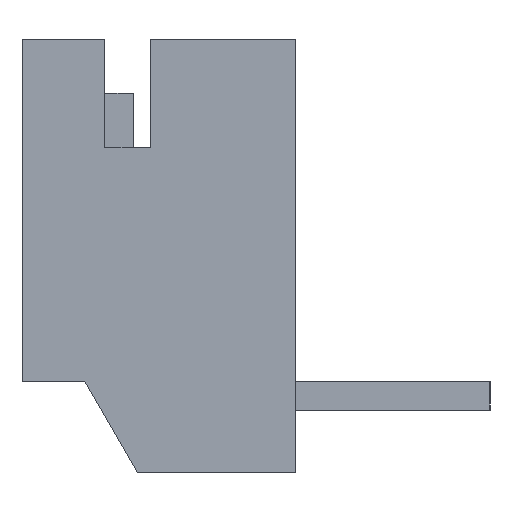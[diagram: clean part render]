
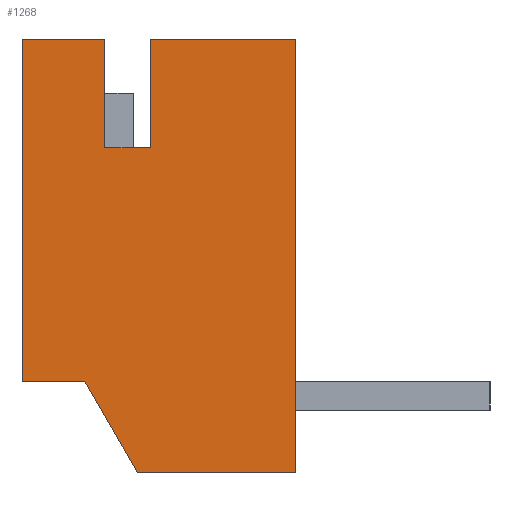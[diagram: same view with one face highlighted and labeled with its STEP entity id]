
A CAD part, left-side view. The second image highlights one B-rep face of the part: STEP entity #1268.
In plain terms, the highlighted planar face has unit normal (-1, 0, 0).
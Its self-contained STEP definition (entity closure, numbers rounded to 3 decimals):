
#16 = EDGE_CURVE ( 'NONE', #77, #133, #2129, .T. ) ;
#17 = VERTEX_POINT ( 'NONE', #2125 ) ;
#72 = VERTEX_POINT ( 'NONE', #2099 ) ;
#75 = EDGE_CURVE ( 'NONE', #76, #77, #2060, .T. ) ;
#76 = VERTEX_POINT ( 'NONE', #2056 ) ;
#77 = VERTEX_POINT ( 'NONE', #2055 ) ;
#80 = EDGE_CURVE ( 'NONE', #17, #72, #2050, .T. ) ;
#125 = VERTEX_POINT ( 'NONE', #2442 ) ;
#127 = EDGE_CURVE ( 'NONE', #72, #125, #2440, .T. ) ;
#132 = EDGE_CURVE ( 'NONE', #133, #134, #2416, .T. ) ;
#133 = VERTEX_POINT ( 'NONE', #2412 ) ;
#134 = VERTEX_POINT ( 'NONE', #2411 ) ;
#994 = EDGE_CURVE ( 'NONE', #1012, #76, #4376, .T. ) ;
#1012 = VERTEX_POINT ( 'NONE', #4378 ) ;
#1019 = EDGE_CURVE ( 'NONE', #125, #1012, #4435, .T. ) ;
#1254 = ORIENTED_EDGE ( 'NONE', *, *, #127, .T. ) ;
#1257 = ORIENTED_EDGE ( 'NONE', *, *, #1361, .T. ) ;
#1258 = ORIENTED_EDGE ( 'NONE', *, *, #1503, .T. ) ;
#1259 = EDGE_LOOP ( 'NONE', ( #1260, #1261, #1354, #1355, #1356, #1257, #1258, #1505, #1506, #1254 ) ) ;
#1260 = ORIENTED_EDGE ( 'NONE', *, *, #1019, .T. ) ;
#1261 = ORIENTED_EDGE ( 'NONE', *, *, #994, .T. ) ;
#1268 = ADVANCED_FACE ( 'NONE', ( #4919 ), #4880, .T. ) ;
#1348 = VERTEX_POINT ( 'NONE', #5132 ) ;
#1354 = ORIENTED_EDGE ( 'NONE', *, *, #75, .T. ) ;
#1355 = ORIENTED_EDGE ( 'NONE', *, *, #16, .T. ) ;
#1356 = ORIENTED_EDGE ( 'NONE', *, *, #132, .T. ) ;
#1361 = EDGE_CURVE ( 'NONE', #134, #1348, #5120, .T. ) ;
#1502 = EDGE_CURVE ( 'NONE', #1504, #17, #5338, .T. ) ;
#1503 = EDGE_CURVE ( 'NONE', #1348, #1504, #5334, .T. ) ;
#1504 = VERTEX_POINT ( 'NONE', #5304 ) ;
#1505 = ORIENTED_EDGE ( 'NONE', *, *, #1502, .T. ) ;
#1506 = ORIENTED_EDGE ( 'NONE', *, *, #80, .T. ) ;
#2047 = DIRECTION ( 'NONE',  ( 0., -0.5, -0.866 ) ) ;
#2048 = VECTOR ( 'NONE', #2047, 1000. ) ;
#2049 = CARTESIAN_POINT ( 'NONE',  ( -36.7, -2.3, 15.95 ) ) ;
#2050 = LINE ( 'NONE', #2049, #2048 ) ;
#2055 = CARTESIAN_POINT ( 'NONE',  ( -36.7, -3.45, 20.05 ) ) ;
#2056 = CARTESIAN_POINT ( 'NONE',  ( -36.7, -3.45, 21.95 ) ) ;
#2057 = DIRECTION ( 'NONE',  ( 0., 0., -1. ) ) ;
#2058 = VECTOR ( 'NONE', #2057, 1000. ) ;
#2059 = CARTESIAN_POINT ( 'NONE',  ( -36.7, -3.45, 18.15 ) ) ;
#2060 = LINE ( 'NONE', #2059, #2058 ) ;
#2099 = CARTESIAN_POINT ( 'NONE',  ( -36.7, -3.224, 14.35 ) ) ;
#2125 = CARTESIAN_POINT ( 'NONE',  ( -36.7, -2.3, 15.95 ) ) ;
#2126 = DIRECTION ( 'NONE',  ( 0., 1., 0. ) ) ;
#2127 = VECTOR ( 'NONE', #2126, 1000. ) ;
#2128 = CARTESIAN_POINT ( 'NONE',  ( -36.7, -3.6, 20.05 ) ) ;
#2129 = LINE ( 'NONE', #2128, #2127 ) ;
#2411 = CARTESIAN_POINT ( 'NONE',  ( -36.7, -2.65, 21.95 ) ) ;
#2412 = CARTESIAN_POINT ( 'NONE',  ( -36.7, -2.65, 20.05 ) ) ;
#2413 = DIRECTION ( 'NONE',  ( 0., 0., 1. ) ) ;
#2414 = VECTOR ( 'NONE', #2413, 1000. ) ;
#2415 = CARTESIAN_POINT ( 'NONE',  ( -36.7, -2.65, 18.15 ) ) ;
#2416 = LINE ( 'NONE', #2415, #2414 ) ;
#2437 = DIRECTION ( 'NONE',  ( 0., -1., 0. ) ) ;
#2438 = VECTOR ( 'NONE', #2437, 1000. ) ;
#2439 = CARTESIAN_POINT ( 'NONE',  ( -36.7, -3.6, 14.35 ) ) ;
#2440 = LINE ( 'NONE', #2439, #2438 ) ;
#2442 = CARTESIAN_POINT ( 'NONE',  ( -36.7, -6., 14.35 ) ) ;
#4373 = DIRECTION ( 'NONE',  ( 0., 1., 0. ) ) ;
#4374 = VECTOR ( 'NONE', #4373, 1000. ) ;
#4375 = CARTESIAN_POINT ( 'NONE',  ( -36.7, -3.6, 21.95 ) ) ;
#4376 = LINE ( 'NONE', #4375, #4374 ) ;
#4378 = CARTESIAN_POINT ( 'NONE',  ( -36.7, -6., 21.95 ) ) ;
#4430 = DIRECTION ( 'NONE',  ( 0., 0., 1. ) ) ;
#4433 = VECTOR ( 'NONE', #4430, 1000. ) ;
#4434 = CARTESIAN_POINT ( 'NONE',  ( -36.7, -6., 18.15 ) ) ;
#4435 = LINE ( 'NONE', #4434, #4433 ) ;
#4876 = DIRECTION ( 'NONE',  ( 0., -1., 0. ) ) ;
#4877 = DIRECTION ( 'NONE',  ( -1., 0., 0. ) ) ;
#4878 = CARTESIAN_POINT ( 'NONE',  ( -36.7, -1.2, 14.35 ) ) ;
#4879 = AXIS2_PLACEMENT_3D ( 'NONE', #4878, #4877, #4876 ) ;
#4880 = PLANE ( 'NONE',  #4879 ) ;
#4919 = FACE_OUTER_BOUND ( 'NONE', #1259, .T. ) ;
#5117 = DIRECTION ( 'NONE',  ( 0., 1., 0. ) ) ;
#5118 = VECTOR ( 'NONE', #5117, 1000. ) ;
#5119 = CARTESIAN_POINT ( 'NONE',  ( -36.7, -3.6, 21.95 ) ) ;
#5120 = LINE ( 'NONE', #5119, #5118 ) ;
#5132 = CARTESIAN_POINT ( 'NONE',  ( -36.7, -1.2, 21.95 ) ) ;
#5304 = CARTESIAN_POINT ( 'NONE',  ( -36.7, -1.2, 15.95 ) ) ;
#5305 = DIRECTION ( 'NONE',  ( 0., 0., -1. ) ) ;
#5306 = VECTOR ( 'NONE', #5305, 1000. ) ;
#5307 = CARTESIAN_POINT ( 'NONE',  ( -36.7, -1.2, 18.95 ) ) ;
#5334 = LINE ( 'NONE', #5307, #5306 ) ;
#5335 = DIRECTION ( 'NONE',  ( 0., -1., 0. ) ) ;
#5336 = VECTOR ( 'NONE', #5335, 1000. ) ;
#5337 = CARTESIAN_POINT ( 'NONE',  ( -36.7, -3.6, 15.95 ) ) ;
#5338 = LINE ( 'NONE', #5337, #5336 ) ;
